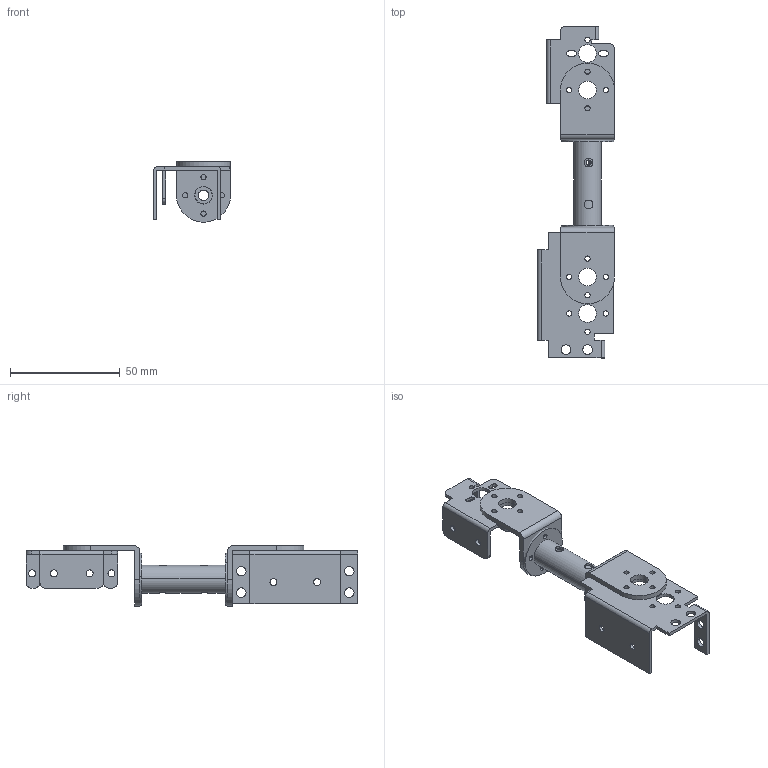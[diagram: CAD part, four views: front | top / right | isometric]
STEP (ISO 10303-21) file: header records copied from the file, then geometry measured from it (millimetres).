
FILE_DESCRIPTION (( 'STEP AP214' ), '1' );
FILE_NAME ('Link3.STEP', '2023-10-17T16:36:29', ( '' ), ( '' ), 'SwSTEP 2.0', 'SolidWorks 2023', '' );
FILE_SCHEMA (( 'AUTOMOTIVE_DESIGN' ));
Length unit declared in the file: millimetre
Products named in the file (7): hub-08; asb-06; asb-301; at-01; Link; asb-04; Link3
Assembly tree (8 placements, depth 3):
  Link3
    Link
      asb-06  x2
      at-01
      hub-08  x2
      asb-04
      asb-301
Bounding box: 35.08 x 151.23 x 27.61 mm (x, y, z)
Volume: 16663.6 mm3; surface area: 22444.6 mm2
Topology: 7 solids, 7 shells, 270 faces, 756 edges, 504 vertices
Faces by surface type: cylinder 192, plane 78
Entity records: 8161 total; most frequent: CARTESIAN_POINT 1880, DIRECTION 1316, ORIENTED_EDGE 1224, EDGE_CURVE 612, AXIS2_PLACEMENT_3D 500, VERTEX_POINT 408, EDGE_LOOP 328, VECTOR 316
